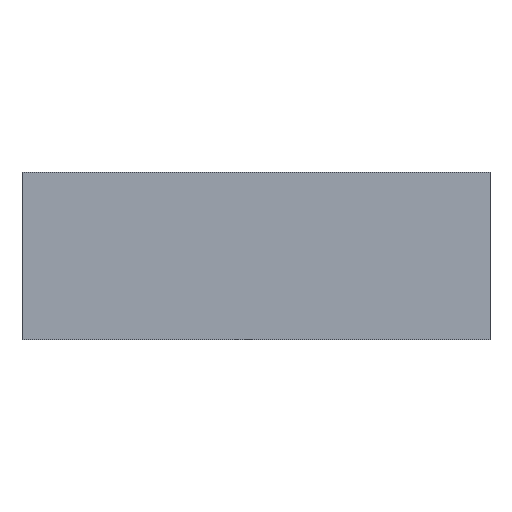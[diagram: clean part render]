
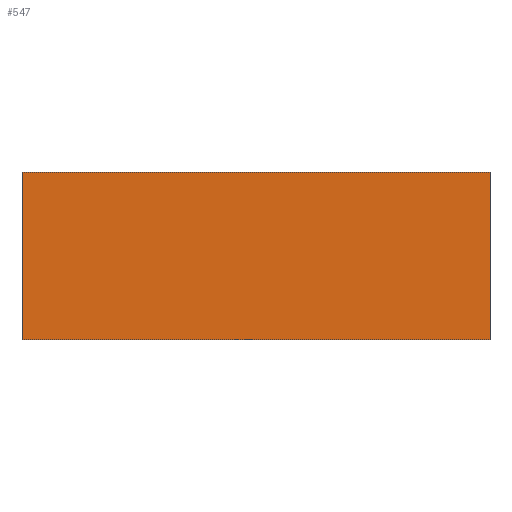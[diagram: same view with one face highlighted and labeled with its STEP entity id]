
A CAD part, left-side view. The second image highlights one B-rep face of the part: STEP entity #547.
In plain terms, the highlighted planar face has unit normal (-1, 0, 0).
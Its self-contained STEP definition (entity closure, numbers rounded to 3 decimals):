
#3 = VERTEX_POINT ( 'NONE', #637 ) ;
#16 = PLANE ( 'NONE',  #376 ) ;
#22 = LINE ( 'NONE', #489, #493 ) ;
#40 = ORIENTED_EDGE ( 'NONE', *, *, #536, .T. ) ;
#90 = VECTOR ( 'NONE', #400, 1000. ) ;
#91 = LINE ( 'NONE', #383, #92 ) ;
#92 = VECTOR ( 'NONE', #1012, 1000. ) ;
#161 = CARTESIAN_POINT ( 'NONE',  ( -21., 21., 15. ) ) ;
#167 = VECTOR ( 'NONE', #868, 1000. ) ;
#198 = FACE_OUTER_BOUND ( 'NONE', #242, .T. ) ;
#239 = ORIENTED_EDGE ( 'NONE', *, *, #890, .F. ) ;
#242 = EDGE_LOOP ( 'NONE', ( #590, #315, #239, #40 ) ) ;
#314 = CARTESIAN_POINT ( 'NONE',  ( -21., -21., 0. ) ) ;
#315 = ORIENTED_EDGE ( 'NONE', *, *, #559, .F. ) ;
#340 = EDGE_CURVE ( 'NONE', #3, #1149, #428, .T. ) ;
#376 = AXIS2_PLACEMENT_3D ( 'NONE', #934, #562, #848 ) ;
#383 = CARTESIAN_POINT ( 'NONE',  ( -21., 21., 15. ) ) ;
#400 = DIRECTION ( 'NONE',  ( 0., 0., -1. ) ) ;
#428 = LINE ( 'NONE', #523, #167 ) ;
#429 = VERTEX_POINT ( 'NONE', #161 ) ;
#489 = CARTESIAN_POINT ( 'NONE',  ( -21., 21., 15. ) ) ;
#493 = VECTOR ( 'NONE', #551, 1000. ) ;
#523 = CARTESIAN_POINT ( 'NONE',  ( -21., 21., 0. ) ) ;
#536 = EDGE_CURVE ( 'NONE', #429, #3, #22, .T. ) ;
#547 = ADVANCED_FACE ( 'NONE', ( #198 ), #16, .F. ) ;
#551 = DIRECTION ( 'NONE',  ( 0., 0., -1. ) ) ;
#559 = EDGE_CURVE ( 'NONE', #994, #1149, #770, .T. ) ;
#562 = DIRECTION ( 'NONE',  ( 1., 0., 0. ) ) ;
#590 = ORIENTED_EDGE ( 'NONE', *, *, #340, .T. ) ;
#637 = CARTESIAN_POINT ( 'NONE',  ( -21., 21., 0. ) ) ;
#770 = LINE ( 'NONE', #855, #90 ) ;
#848 = DIRECTION ( 'NONE',  ( 0., 0., -1. ) ) ;
#855 = CARTESIAN_POINT ( 'NONE',  ( -21., -21., 15. ) ) ;
#868 = DIRECTION ( 'NONE',  ( 0., -1., 0. ) ) ;
#890 = EDGE_CURVE ( 'NONE', #429, #994, #91, .T. ) ;
#934 = CARTESIAN_POINT ( 'NONE',  ( -21., 21., 15. ) ) ;
#994 = VERTEX_POINT ( 'NONE', #1031 ) ;
#1012 = DIRECTION ( 'NONE',  ( 0., -1., 0. ) ) ;
#1031 = CARTESIAN_POINT ( 'NONE',  ( -21., -21., 15. ) ) ;
#1149 = VERTEX_POINT ( 'NONE', #314 ) ;
